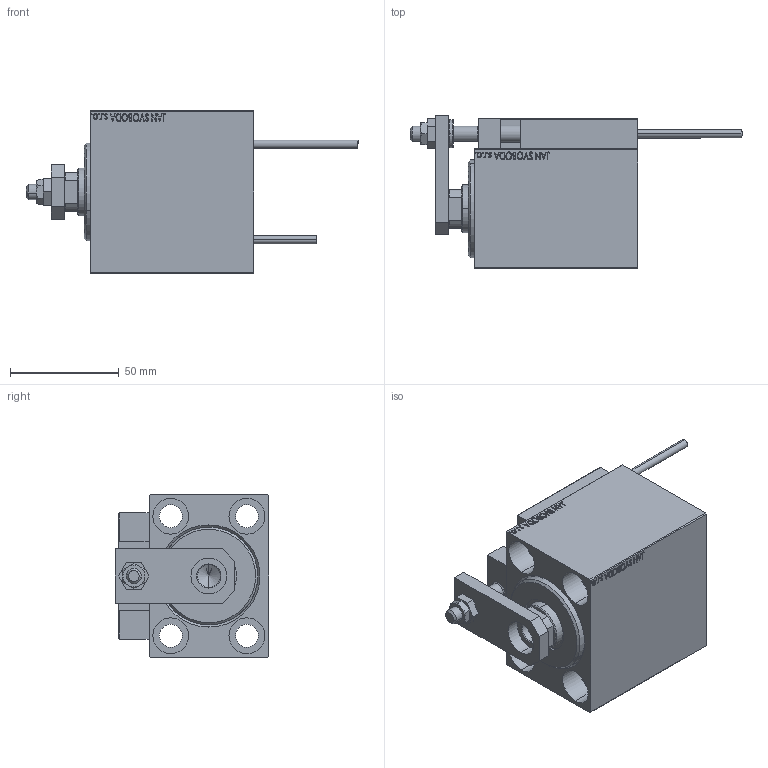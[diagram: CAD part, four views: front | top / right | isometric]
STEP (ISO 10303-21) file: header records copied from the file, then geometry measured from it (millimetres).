
FILE_DESCRIPTION (( 'STEP AP203' ), '1' );
FILE_NAME ('bd3a.STEP', '2021-03-19T08:45:40', ( '' ), ( '' ), 'SwSTEP 2.0', 'SolidWorks 2019', '' );
FILE_SCHEMA (( 'CONFIG_CONTROL_DESIGN' ));
Length unit declared in the file: millimetre
Products named in the file (16): V450CM_VC_B 5bd9aeb81f78733ffd9e8865cc131536; Block 5bd9aeb81f78733ffd9e8865cc131536; TYC_L79 5bd9aeb81f78733ffd9e8865cc131536; SWITCH X 5bd9aeb81f78733ffd9e8865cc131536; SWITCH_X_FRONT_BACK 5bd9aeb81f78733ffd9e8865cc131536; ALLEN BOLT D5 5bd9aeb81f78733ffd9e8865cc131536; KONCOVKA 5bd9aeb81f78733ffd9e8865cc131536; ZARAZKA 5bd9aeb81f78733ffd9e8865cc131536; NUT_D12 5bd9aeb81f78733ffd9e8865cc131536; bd3a; V450CM_C_VCP 5bd9aeb81f78733ffd9e8865cc131536; V450CM_C 5bd9aeb81f78733ffd9e8865cc131536; MAGNET 5bd9aeb81f78733ffd9e8865cc131536; SWITCH DIM B,W 5bd9aeb81f78733ffd9e8865cc131536; NUT_D10 5bd9aeb81f78733ffd9e8865cc131536; ALLEN BOLT D8 5bd9aeb81f78733ffd9e8865cc131536
Assembly tree (25 placements, depth 3):
  bd3a
    V450CM_C 5bd9aeb81f78733ffd9e8865cc131536
    SWITCH X 5bd9aeb81f78733ffd9e8865cc131536
      SWITCH_X_FRONT_BACK 5bd9aeb81f78733ffd9e8865cc131536  x2
      TYC_L79 5bd9aeb81f78733ffd9e8865cc131536
      Block 5bd9aeb81f78733ffd9e8865cc131536  x2
      ALLEN BOLT D5 5bd9aeb81f78733ffd9e8865cc131536  x4
      ALLEN BOLT D8 5bd9aeb81f78733ffd9e8865cc131536  x4
      MAGNET 5bd9aeb81f78733ffd9e8865cc131536  x2
      KONCOVKA 5bd9aeb81f78733ffd9e8865cc131536  x2
    NUT_D12 5bd9aeb81f78733ffd9e8865cc131536
    SWITCH DIM B,W 5bd9aeb81f78733ffd9e8865cc131536
    ZARAZKA 5bd9aeb81f78733ffd9e8865cc131536
    NUT_D10 5bd9aeb81f78733ffd9e8865cc131536
    V450CM_C_VCP 5bd9aeb81f78733ffd9e8865cc131536
    V450CM_VC_B 5bd9aeb81f78733ffd9e8865cc131536
Bounding box: 152.7 x 70.5 x 75 mm (x, y, z)
Volume: 313360.2 mm3; surface area: 86666.8 mm2
Topology: 24 solids, 24 shells, 1299 faces, 3111 edges, 1988 vertices
Faces by surface type: plane 568, bspline 380, cylinder 190, cone 113, torus 44, sphere 4
Entity records: 50960 total; most frequent: CARTESIAN_POINT 26196, ORIENTED_EDGE 5242, DIRECTION 3534, EDGE_CURVE 2621, VERTEX_POINT 1712, VECTOR 1502, LINE 1502, EDGE_LOOP 1211
